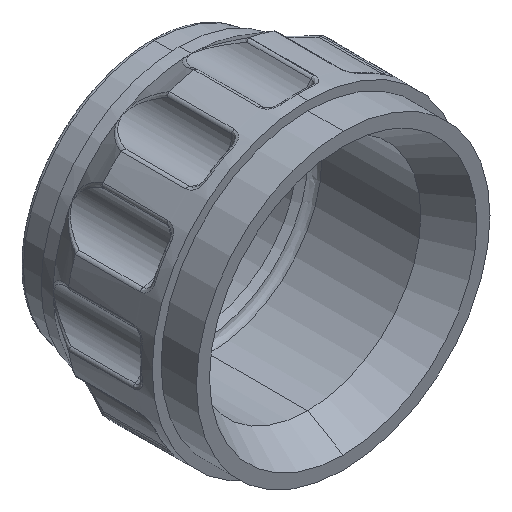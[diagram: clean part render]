
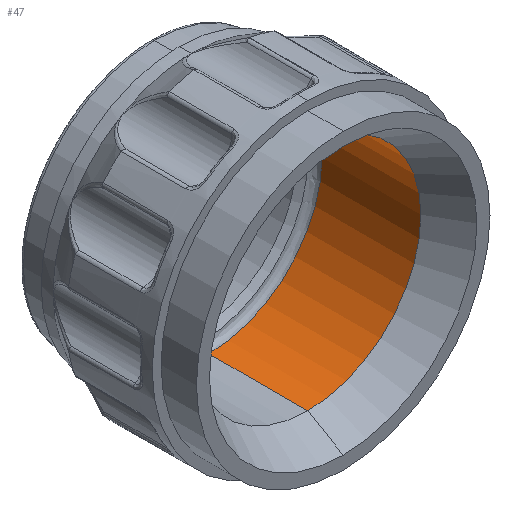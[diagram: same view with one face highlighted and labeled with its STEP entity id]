
A CAD part, isometric view. The second image highlights one B-rep face of the part: STEP entity #47.
In plain terms, the highlighted cylindrical face has radius 16 mm (diameter 32 mm), a partial arc.
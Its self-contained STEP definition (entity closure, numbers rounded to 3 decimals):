
#47 = ADVANCED_FACE ( 'NONE', ( #2826 ), #579, .F. ) ;
#278 = DIRECTION ( 'NONE',  ( 0., -1., 0. ) ) ;
#355 = ORIENTED_EDGE ( 'NONE', *, *, #3608, .F. ) ;
#579 = CYLINDRICAL_SURFACE ( 'NONE', #885, 16. ) ;
#885 = AXIS2_PLACEMENT_3D ( 'NONE', #9366, #5632, #4138 ) ;
#1270 = LINE ( 'NONE', #5593, #7098 ) ;
#1675 = VERTEX_POINT ( 'NONE', #8907 ) ;
#1905 = ORIENTED_EDGE ( 'NONE', *, *, #7586, .F. ) ;
#2288 = ORIENTED_EDGE ( 'NONE', *, *, #3972, .T. ) ;
#2533 = CARTESIAN_POINT ( 'NONE',  ( 0., 19., 0. ) ) ;
#2732 = EDGE_CURVE ( 'NONE', #8947, #1675, #2920, .T. ) ;
#2826 = FACE_OUTER_BOUND ( 'NONE', #7352, .T. ) ;
#2920 = CIRCLE ( 'NONE', #8379, 16. ) ;
#3146 = CARTESIAN_POINT ( 'NONE',  ( 0., 19., 16. ) ) ;
#3217 = VERTEX_POINT ( 'NONE', #7060 ) ;
#3291 = DIRECTION ( 'NONE',  ( 0., 0., -1. ) ) ;
#3608 = EDGE_CURVE ( 'NONE', #3217, #9244, #6727, .T. ) ;
#3972 = EDGE_CURVE ( 'NONE', #3217, #1675, #1270, .T. ) ;
#4086 = VECTOR ( 'NONE', #4905, 1000. ) ;
#4138 = DIRECTION ( 'NONE',  ( 0., 0., -1. ) ) ;
#4431 = CARTESIAN_POINT ( 'NONE',  ( 0., 5.023, 0. ) ) ;
#4905 = DIRECTION ( 'NONE',  ( 0., -1., 0. ) ) ;
#5214 = DIRECTION ( 'NONE',  ( 0., 0., -1. ) ) ;
#5593 = CARTESIAN_POINT ( 'NONE',  ( 0., -2.377, -16. ) ) ;
#5632 = DIRECTION ( 'NONE',  ( 0., -1., 0. ) ) ;
#6727 = CIRCLE ( 'NONE', #8328, 16. ) ;
#7060 = CARTESIAN_POINT ( 'NONE',  ( 0., 19., -16. ) ) ;
#7098 = VECTOR ( 'NONE', #278, 1000. ) ;
#7222 = ORIENTED_EDGE ( 'NONE', *, *, #2732, .F. ) ;
#7352 = EDGE_LOOP ( 'NONE', ( #1905, #355, #2288, #7222 ) ) ;
#7586 = EDGE_CURVE ( 'NONE', #9244, #8947, #8109, .T. ) ;
#7676 = CARTESIAN_POINT ( 'NONE',  ( 0., -2.377, 16. ) ) ;
#7828 = DIRECTION ( 'NONE',  ( 0., -1., 0. ) ) ;
#8109 = LINE ( 'NONE', #7676, #4086 ) ;
#8328 = AXIS2_PLACEMENT_3D ( 'NONE', #2533, #7828, #3291 ) ;
#8379 = AXIS2_PLACEMENT_3D ( 'NONE', #4431, #9719, #5214 ) ;
#8907 = CARTESIAN_POINT ( 'NONE',  ( 0., 5.023, -16. ) ) ;
#8947 = VERTEX_POINT ( 'NONE', #9743 ) ;
#9244 = VERTEX_POINT ( 'NONE', #3146 ) ;
#9366 = CARTESIAN_POINT ( 'NONE',  ( 0., -2.377, 0. ) ) ;
#9719 = DIRECTION ( 'NONE',  ( 0., 1., 0. ) ) ;
#9743 = CARTESIAN_POINT ( 'NONE',  ( 0., 5.023, 16. ) ) ;
